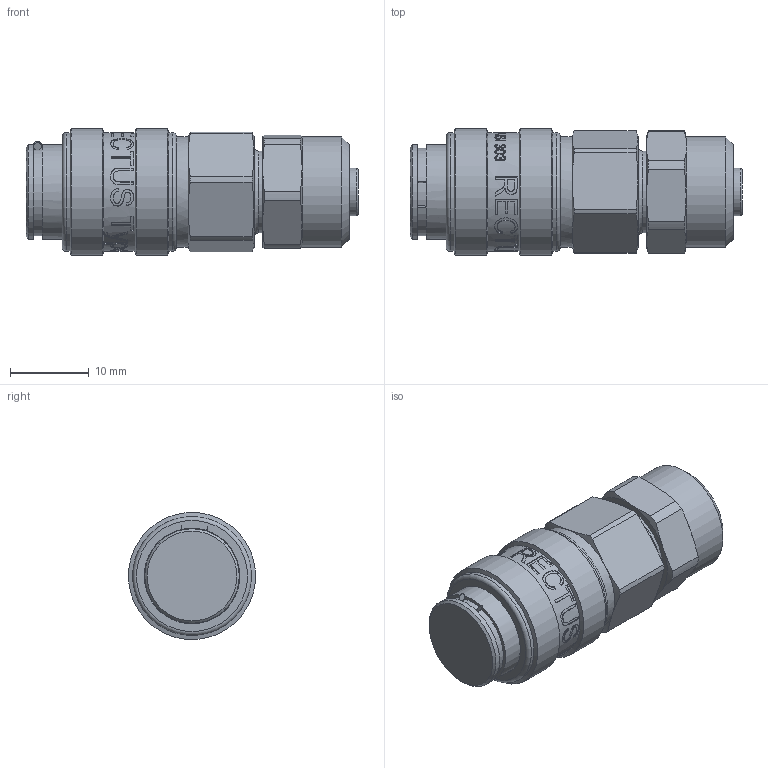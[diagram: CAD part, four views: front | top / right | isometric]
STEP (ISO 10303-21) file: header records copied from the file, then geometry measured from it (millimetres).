
FILE_DESCRIPTION((''),'2;1');
FILE_NAME('21kbko08rvx.stp','2013-02-19T10:36:50',('IA176480'),(''),'Autodesk Inventor 2011','Autodesk Inventor 2011','');
FILE_SCHEMA(('AUTOMOTIVE_DESIGN { 1 0 10303 214 1 1 1 1 }'));
Length unit declared in the file: millimetre
Products named in the file (1): D105922
Bounding box: 42.15 x 16.1 x 16.1 mm (x, y, z)
Volume: 6109.3 mm3; surface area: 4428 mm2
Topology: 2 solids, 4 shells, 442 faces, 1113 edges, 725 vertices
Faces by surface type: bspline 174, plane 140, cylinder 74, cone 44, torus 10
Full cylindrical faces by diameter (mm): 6.05 x1, 6.7 x1, 10.4 x1, 10.75 x1, 11 x1, 11.15 x1, 11.4 x1, 12 x3, 12.1 x1, 12.15 x2, 12.5 x1, 12.6 x1, 14 x4, 15.1 x3, 16.15 x2
Entity records: 57017 total; most frequent: CARTESIAN_POINT 47629, ORIENTED_EDGE 2094, DIRECTION 1258, EDGE_CURVE 1047, VERTEX_POINT 713, EDGE_LOOP 548, B_SPLINE_CURVE_WITH_KNOTS 459, AXIS2_PLACEMENT_3D 449
